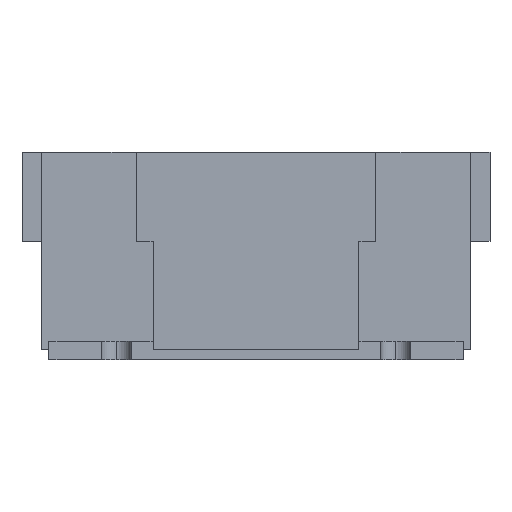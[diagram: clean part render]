
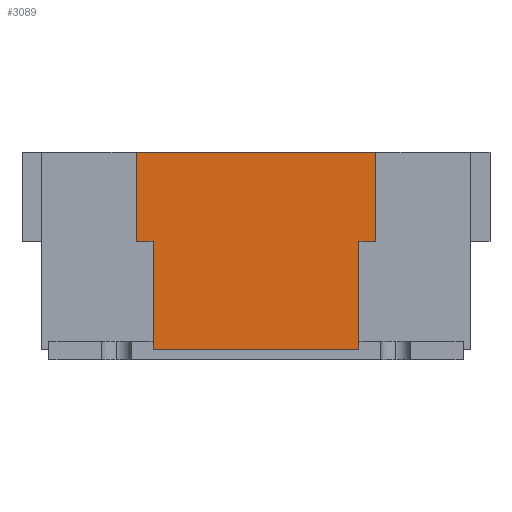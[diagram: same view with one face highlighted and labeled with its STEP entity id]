
A CAD part, left-side view. The second image highlights one B-rep face of the part: STEP entity #3089.
In plain terms, the highlighted face is planar.
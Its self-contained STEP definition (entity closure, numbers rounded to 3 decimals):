
#312=DIRECTION('',(-1.,0.,0.));
#313=VECTOR('',#312,18.43);
#314=CARTESIAN_POINT('',(18.43,17.525,-51.935));
#315=LINE('',#314,#313);
#922=DIRECTION('',(0.,-1.,0.));
#923=VECTOR('',#922,2.875);
#924=CARTESIAN_POINT('',(18.43,20.4,-51.935));
#925=LINE('',#924,#923);
#930=DIRECTION('',(0.,1.,0.));
#931=VECTOR('',#930,35.05);
#932=CARTESIAN_POINT('',(0.,-17.525,-51.935));
#933=LINE('',#932,#931);
#934=DIRECTION('',(-1.,0.,0.));
#935=VECTOR('',#934,18.43);
#936=CARTESIAN_POINT('',(18.43,-17.525,-51.935));
#937=LINE('',#936,#935);
#938=DIRECTION('',(0.,-1.,0.));
#939=VECTOR('',#938,40.8);
#940=CARTESIAN_POINT('',(33.66,20.4,-51.935));
#941=LINE('',#940,#939);
#942=DIRECTION('',(1.,0.,0.));
#943=VECTOR('',#942,15.23);
#944=CARTESIAN_POINT('',(18.43,20.4,-51.935));
#945=LINE('',#944,#943);
#946=DIRECTION('',(0.,-1.,0.));
#947=VECTOR('',#946,2.875);
#948=CARTESIAN_POINT('',(18.43,-17.525,-51.935));
#949=LINE('',#948,#947);
#962=DIRECTION('',(1.,0.,0.));
#963=VECTOR('',#962,15.23);
#964=CARTESIAN_POINT('',(18.43,-20.4,-51.935));
#965=LINE('',#964,#963);
#1428=CARTESIAN_POINT('',(0.,17.525,-51.935));
#1430=VERTEX_POINT('',#1428);
#1432=CARTESIAN_POINT('',(0.,-17.525,-51.935));
#1433=VERTEX_POINT('',#1432);
#1616=CARTESIAN_POINT('',(33.66,-20.4,-51.935));
#1617=VERTEX_POINT('',#1616);
#1618=CARTESIAN_POINT('',(33.66,20.4,-51.935));
#1619=VERTEX_POINT('',#1618);
#1716=CARTESIAN_POINT('',(18.43,20.4,-51.935));
#1717=VERTEX_POINT('',#1716);
#1718=CARTESIAN_POINT('',(18.43,17.525,-51.935));
#1719=VERTEX_POINT('',#1718);
#1720=CARTESIAN_POINT('',(18.43,-17.525,-51.935));
#1721=CARTESIAN_POINT('',(18.43,-20.4,-51.935));
#1722=VERTEX_POINT('',#1720);
#1723=VERTEX_POINT('',#1721);
#3072=CARTESIAN_POINT('',(33.66,-20.4,-51.935));
#3073=DIRECTION('',(0.,0.,-1.));
#3074=DIRECTION('',(0.,-1.,0.));
#3075=AXIS2_PLACEMENT_3D('',#3072,#3073,#3074);
#3076=PLANE('',#3075);
#3077=ORIENTED_EDGE('',*,*,#2184,.T.);
#3078=ORIENTED_EDGE('',*,*,#2168,.F.);
#3079=ORIENTED_EDGE('',*,*,#2044,.F.);
#3081=ORIENTED_EDGE('',*,*,#3080,.T.);
#3083=ORIENTED_EDGE('',*,*,#3082,.T.);
#3084=ORIENTED_EDGE('',*,*,#2572,.F.);
#3085=ORIENTED_EDGE('',*,*,#3054,.F.);
#3086=ORIENTED_EDGE('',*,*,#3066,.T.);
#3087=EDGE_LOOP('',(#3077,#3078,#3079,#3081,#3083,#3084,#3085,#3086));
#3088=FACE_OUTER_BOUND('',#3087,.F.);
#2044=EDGE_CURVE('',#1722,#1433,#937,.T.);
#2168=EDGE_CURVE('',#1433,#1430,#933,.T.);
#2184=EDGE_CURVE('',#1719,#1430,#315,.T.);
#2572=EDGE_CURVE('',#1619,#1617,#941,.T.);
#3054=EDGE_CURVE('',#1717,#1619,#945,.T.);
#3066=EDGE_CURVE('',#1717,#1719,#925,.T.);
#3080=EDGE_CURVE('',#1722,#1723,#949,.T.);
#3082=EDGE_CURVE('',#1723,#1617,#965,.T.);
#3089=ADVANCED_FACE('',(#3088),#3076,.T.);
